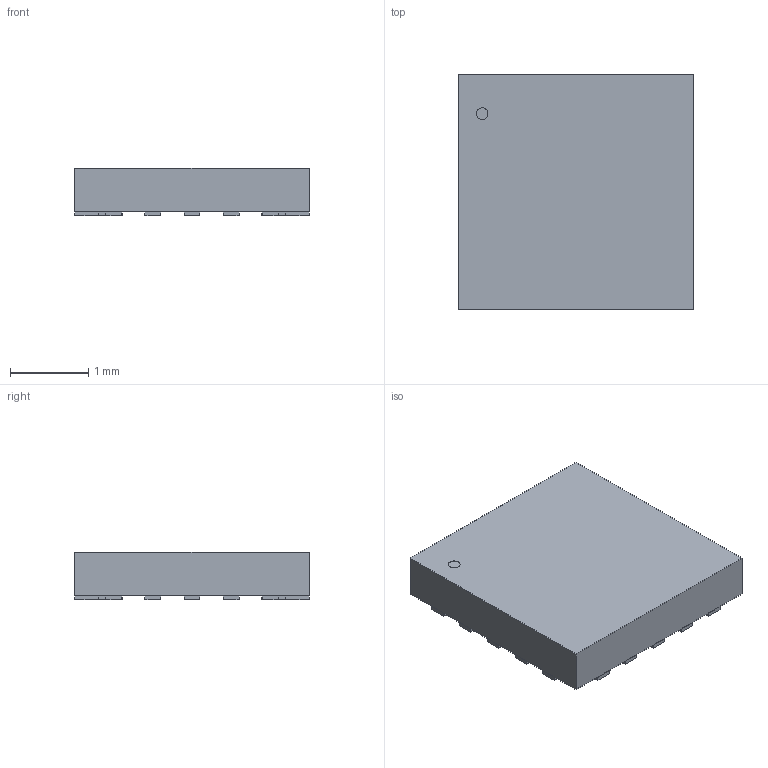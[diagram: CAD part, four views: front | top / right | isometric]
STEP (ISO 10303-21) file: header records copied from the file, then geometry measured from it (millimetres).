
FILE_DESCRIPTION(('STEP AP214'),'1');
FILE_NAME('UFQFPN20_3x3x0p6','2020-02-17T00:44:04',(''),(''),'','','');
FILE_SCHEMA(('AUTOMOTIVE_DESIGN'));
Length unit declared in the file: millimetre
Products named in the file (1): product
Bounding box: 3 x 3 x 0.61 mm (x, y, z)
Volume: 0 mm3; surface area: 30.1 mm2
Topology: 1 solids, 127 shells, 129 faces, 507 edges, 506 vertices
Faces by surface type: plane 128, cylinder 1
Full cylindrical faces by diameter (mm): 0.15 x1
Entity records: 5782 total; most frequent: CARTESIAN_POINT 1143, VERTEX_POINT 1010, DIRECTION 770, ORIENTED_EDGE 508, EDGE_CURVE 506, LINE 504, VECTOR 504, AXIS2_PLACEMENT_3D 133
